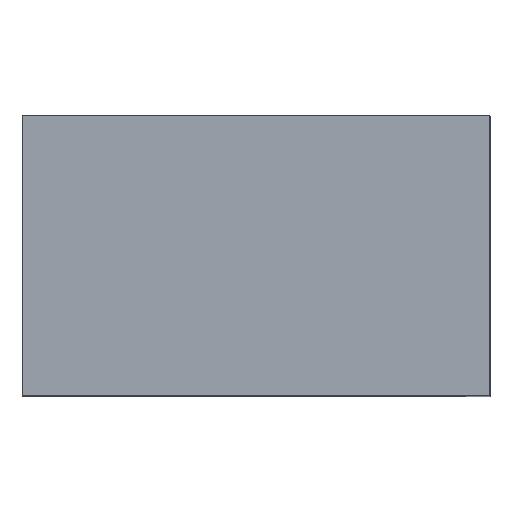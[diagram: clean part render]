
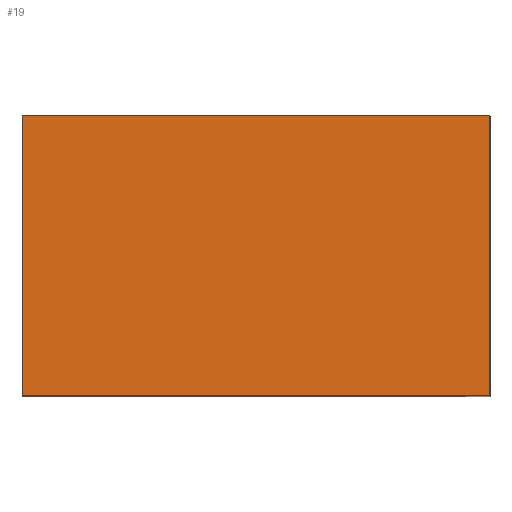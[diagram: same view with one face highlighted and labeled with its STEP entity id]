
A CAD part, top view. The second image highlights one B-rep face of the part: STEP entity #19.
In plain terms, the highlighted planar face has unit normal (0, 0, 1).
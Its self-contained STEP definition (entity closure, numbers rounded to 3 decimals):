
#19 = ADVANCED_FACE ( 'NONE', ( #934 ), #1080, .T. ) ;
#107 = VECTOR ( 'NONE', #173, 1000. ) ;
#160 = AXIS2_PLACEMENT_3D ( 'NONE', #1372, #1741, #693 ) ;
#173 = DIRECTION ( 'NONE',  ( 0., -1., 0. ) ) ;
#210 = DIRECTION ( 'NONE',  ( 1., 0., 0. ) ) ;
#301 = CARTESIAN_POINT ( 'NONE',  ( 136.081, 235.575, 200. ) ) ;
#323 = LINE ( 'NONE', #1232, #1135 ) ;
#379 = ORIENTED_EDGE ( 'NONE', *, *, #790, .F. ) ;
#512 = VERTEX_POINT ( 'NONE', #829 ) ;
#553 = EDGE_LOOP ( 'NONE', ( #1367, #617, #379, #718 ) ) ;
#617 = ORIENTED_EDGE ( 'NONE', *, *, #673, .F. ) ;
#673 = EDGE_CURVE ( 'NONE', #512, #1311, #837, .T. ) ;
#693 = DIRECTION ( 'NONE',  ( -1., 0., 0. ) ) ;
#718 = ORIENTED_EDGE ( 'NONE', *, *, #988, .T. ) ;
#790 = EDGE_CURVE ( 'NONE', #804, #512, #1047, .T. ) ;
#804 = VERTEX_POINT ( 'NONE', #1719 ) ;
#829 = CARTESIAN_POINT ( 'NONE',  ( 136.081, 235.575, 200. ) ) ;
#837 = LINE ( 'NONE', #301, #1709 ) ;
#882 = EDGE_CURVE ( 'NONE', #1366, #1311, #323, .T. ) ;
#890 = CARTESIAN_POINT ( 'NONE',  ( -63.919, 235.575, 200. ) ) ;
#934 = FACE_OUTER_BOUND ( 'NONE', #553, .T. ) ;
#987 = CARTESIAN_POINT ( 'NONE',  ( -63.919, 235.575, 200. ) ) ;
#988 = EDGE_CURVE ( 'NONE', #804, #1366, #1064, .T. ) ;
#1047 = LINE ( 'NONE', #890, #1065 ) ;
#1064 = LINE ( 'NONE', #987, #107 ) ;
#1065 = VECTOR ( 'NONE', #210, 1000. ) ;
#1080 = PLANE ( 'NONE',  #160 ) ;
#1135 = VECTOR ( 'NONE', #1506, 1000. ) ;
#1232 = CARTESIAN_POINT ( 'NONE',  ( -63.919, 115.575, 200. ) ) ;
#1276 = DIRECTION ( 'NONE',  ( 0., -1., 0. ) ) ;
#1311 = VERTEX_POINT ( 'NONE', #1313 ) ;
#1313 = CARTESIAN_POINT ( 'NONE',  ( 136.081, 115.575, 200. ) ) ;
#1366 = VERTEX_POINT ( 'NONE', #1597 ) ;
#1367 = ORIENTED_EDGE ( 'NONE', *, *, #882, .T. ) ;
#1372 = CARTESIAN_POINT ( 'NONE',  ( -63.919, 235.575, 200. ) ) ;
#1506 = DIRECTION ( 'NONE',  ( 1., 0., 0. ) ) ;
#1597 = CARTESIAN_POINT ( 'NONE',  ( -63.919, 115.575, 200. ) ) ;
#1709 = VECTOR ( 'NONE', #1276, 1000. ) ;
#1719 = CARTESIAN_POINT ( 'NONE',  ( -63.919, 235.575, 200. ) ) ;
#1741 = DIRECTION ( 'NONE',  ( 0., 0., 1. ) ) ;
